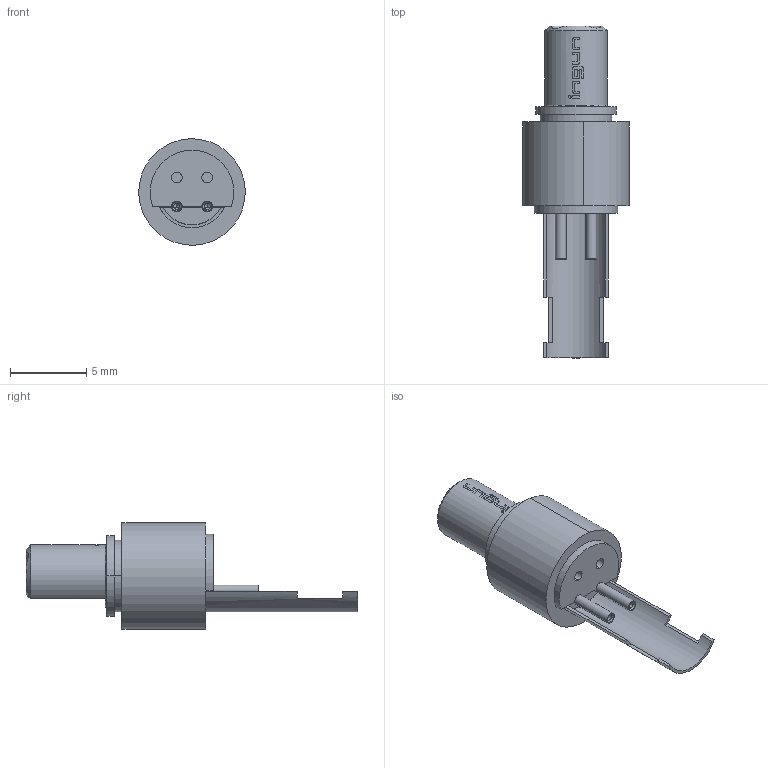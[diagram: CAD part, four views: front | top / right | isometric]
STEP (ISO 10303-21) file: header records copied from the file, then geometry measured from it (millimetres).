
FILE_DESCRIPTION (( 'STEP AP203' ), '1' );
FILE_NAME ('INGUN_SE-821_MX48.STEP', '2021-10-19T09:24:28', ( 'ochi' ), ( '' ), 'SwSTEP 2.0', 'SolidWorks 2018', '' );
FILE_SCHEMA (( 'CONFIG_CONTROL_DESIGN' ));
Length unit declared in the file: millimetre
Products named in the file (1): INGUN_SE-821_MX48
Bounding box: 7 x 21.8 x 7 mm (x, y, z)
Volume: 302 mm3; surface area: 509.8 mm2
Topology: 1 solids, 1 shells, 210 faces, 525 edges, 328 vertices
Faces by surface type: cylinder 70, plane 67, bspline 42, cone 31
Entity records: 7376 total; most frequent: CARTESIAN_POINT 2783, ORIENTED_EDGE 1042, DIRECTION 782, EDGE_CURVE 521, VERTEX_POINT 328, AXIS2_PLACEMENT_3D 324, EDGE_LOOP 229, B_SPLINE_CURVE_WITH_KNOTS 214
